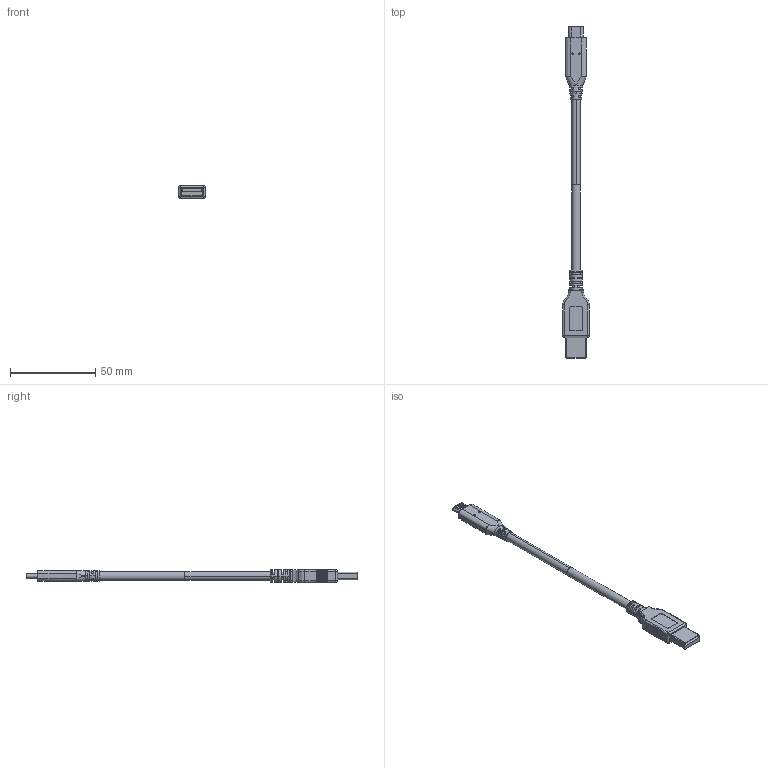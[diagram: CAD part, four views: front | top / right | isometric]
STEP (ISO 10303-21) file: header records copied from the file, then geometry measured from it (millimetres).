
FILE_DESCRIPTION((''),'2;1');
FILE_NAME('ASM0001_ASM','2020-03-17T',('abc'),(''),'PRO/ENGINEER BY PARAMETRIC TECHNOLOGY CORPORATION, 2014320','PRO/ENGINEER BY PARAMETRIC TECHNOLOGY CORPORATION, 2014320','');
FILE_SCHEMA(('CONFIG_CONTROL_DESIGN'));
Products named in the file (12): MANIFOLD_SOLID_BREP_18743; MANIFOLD_SOLID_BREP_18744; MANIFOLD_SOLID_BREP_18745; MANIFOLD_SOLID_BREP_18746; MANIFOLD_SOLID_BREP_18747; MANIFOLD_SOLID_BREP_18748; MANIFOLD_SOLID_BREP_18749; MANIFOLD_SOLID_BREP_18750; MANIFOLD_SOLID_BREP_18751; 2016075_ASM; M2-D04-330; ASM0001_ASM
Assembly tree (11 placements, depth 3):
  ASM0001_ASM
    2016075_ASM
      MANIFOLD_SOLID_BREP_18743
      MANIFOLD_SOLID_BREP_18744
      MANIFOLD_SOLID_BREP_18745
      MANIFOLD_SOLID_BREP_18746
      MANIFOLD_SOLID_BREP_18747
      MANIFOLD_SOLID_BREP_18748
      MANIFOLD_SOLID_BREP_18749
      MANIFOLD_SOLID_BREP_18750
      MANIFOLD_SOLID_BREP_18751
    M2-D04-330
Bounding box: 15.8 x 194.57 x 7.6 mm (x, y, z)
Volume: 9331.8 mm3; surface area: 8818.6 mm2
Topology: 10 solids, 10 shells, 3957 faces, 11591 edges, 7699 vertices
Faces by surface type: plane 2932, cylinder 883, bspline 92, torus 29, cone 14, sphere 4, extrusion 3
Entity records: 137868 total; most frequent: CARTESIAN_POINT 31650, ORIENTED_EDGE 23170, DIRECTION 20762, EDGE_CURVE 11585, VECTOR 9216, LINE 9213, VERTEX_POINT 7699, AXIS2_PLACEMENT_3D 5773
